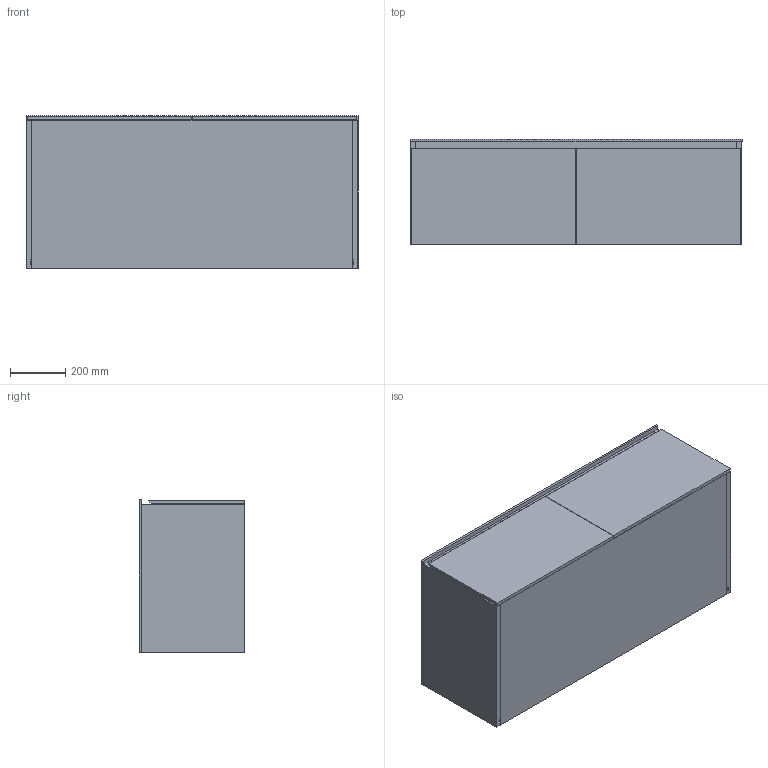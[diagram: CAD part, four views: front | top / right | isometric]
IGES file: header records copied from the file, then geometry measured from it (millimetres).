
Start section: SolidWorks IGES file using analytic representation for surfaces
Global section: file name: DWP1200375-2AUSNCU-A.IGS; native system: SolidWorks 2020; preprocessor: SolidWorks 2020; author: r.frank; date: 200922.162628; units: millimetre
Bounding box: 1200 x 382 x 550 mm (x, y, z)
Surface area: 7539680.1 mm2 (no closed solid volume)
Topology: 0 solids, 0 shells, 226 faces, 2928 edges, 2928 vertices
Faces by surface type: bspline 192, revolution 34
